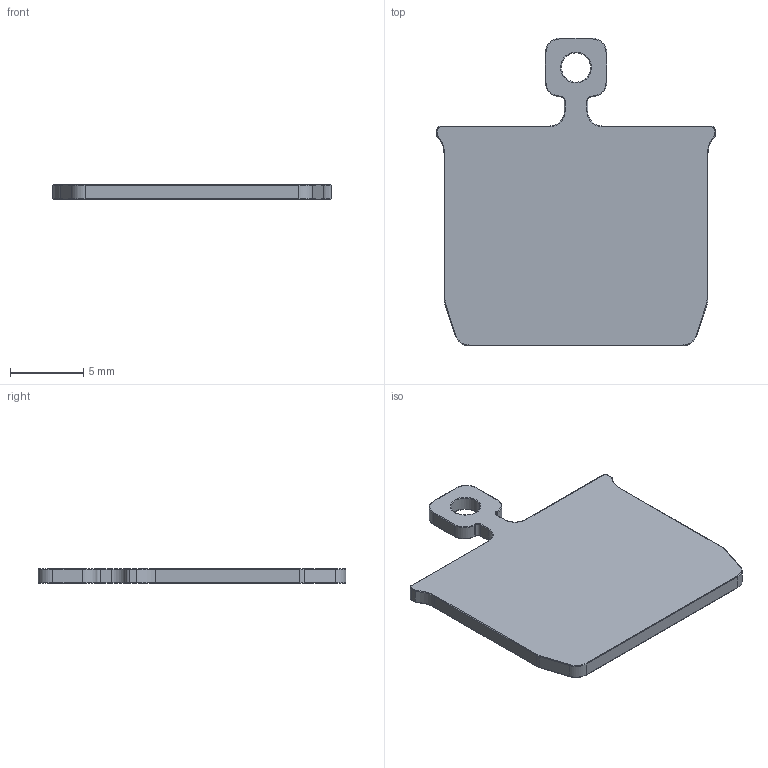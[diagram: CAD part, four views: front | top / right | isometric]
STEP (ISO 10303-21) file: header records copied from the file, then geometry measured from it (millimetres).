
FILE_DESCRIPTION(('CATIA V5 STEP Exchange'),'2;1');
FILE_NAME('SHOM.stp','2013-07-11T12:23:12+00:00',('none'),('none'),'CATIA Version 5 Release 20 SP 7 (IN-10)','CATIA V5 STEP AP214','none');
FILE_SCHEMA(('AUTOMOTIVE_DESIGN { 1 0 10303 214 1 1 1 1 }'));
Length unit declared in the file: millimetre
Products named in the file (2): SHOM; 41006
Assembly tree (1 placements, depth 2):
  SHOM
    41006
Bounding box: 19 x 21 x 1 mm (x, y, z)
Volume: 284.3 mm3; surface area: 650.8 mm2
Topology: 1 solids, 1 shells, 104 faces, 238 edges, 136 vertices
Faces by surface type: cylinder 50, torus 36, plane 18
Entity records: 2813 total; most frequent: CARTESIAN_POINT 489, ORIENTED_EDGE 476, DIRECTION 440, AXIS2_PLACEMENT_3D 239, EDGE_CURVE 238, CIRCLE 136, VERTEX_POINT 136, EDGE_LOOP 106
